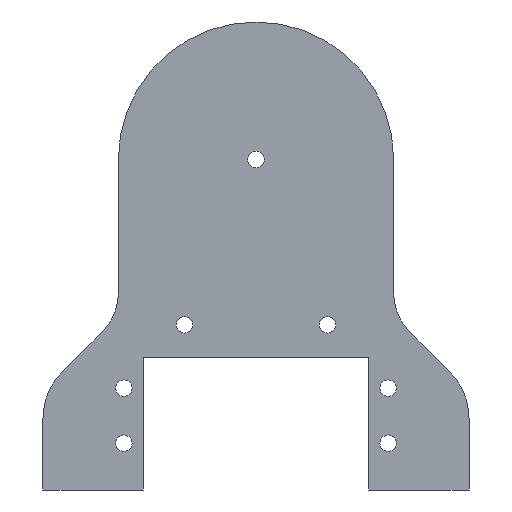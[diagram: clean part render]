
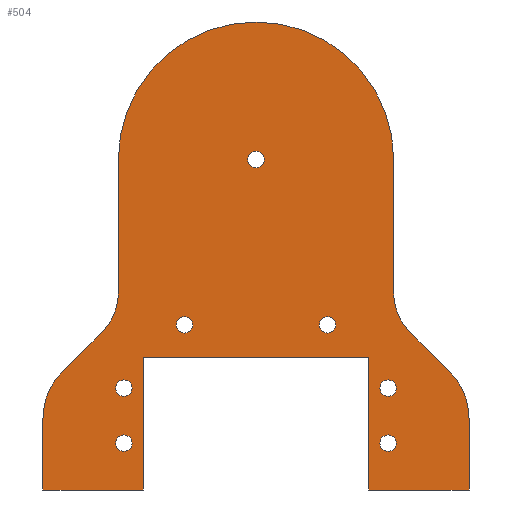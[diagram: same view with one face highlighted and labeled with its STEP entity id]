
A CAD part, left-side view. The second image highlights one B-rep face of the part: STEP entity #504.
In plain terms, the highlighted planar face has unit normal (-1, 0, 0).
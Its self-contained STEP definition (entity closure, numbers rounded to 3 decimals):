
#22=FACE_BOUND('',#94,.T.);
#23=FACE_BOUND('',#95,.T.);
#24=FACE_BOUND('',#96,.T.);
#25=FACE_BOUND('',#97,.T.);
#26=FACE_BOUND('',#98,.T.);
#27=FACE_BOUND('',#99,.T.);
#28=FACE_BOUND('',#100,.T.);
#38=PLANE('',#565);
#61=FACE_OUTER_BOUND('',#93,.T.);
#93=EDGE_LOOP('',(#430,#431,#432,#433,#434,#435,#436,#437,#438,#439,#440,
#441,#442,#443,#444,#445));
#94=EDGE_LOOP('',(#446));
#95=EDGE_LOOP('',(#447));
#96=EDGE_LOOP('',(#448));
#97=EDGE_LOOP('',(#449));
#98=EDGE_LOOP('',(#450));
#99=EDGE_LOOP('',(#451));
#100=EDGE_LOOP('',(#452));
#111=LINE('',#739,#156);
#114=LINE('',#751,#159);
#119=LINE('',#766,#164);
#125=LINE('',#778,#170);
#132=LINE('',#808,#177);
#133=LINE('',#811,#178);
#138=LINE('',#828,#183);
#144=LINE('',#841,#189);
#145=LINE('',#845,#190);
#146=LINE('',#847,#191);
#147=LINE('',#848,#192);
#156=VECTOR('',#594,10.);
#159=VECTOR('',#605,10.);
#164=VECTOR('',#618,10.);
#170=VECTOR('',#626,10.);
#177=VECTOR('',#659,10.);
#178=VECTOR('',#662,10.);
#183=VECTOR('',#681,10.);
#189=VECTOR('',#695,10.);
#190=VECTOR('',#700,10.);
#191=VECTOR('',#701,10.);
#192=VECTOR('',#702,10.);
#197=CIRCLE('',#526,1.5);
#199=CIRCLE('',#529,10.);
#200=CIRCLE('',#532,10.);
#203=CIRCLE('',#537,1.5);
#205=CIRCLE('',#542,1.5);
#207=CIRCLE('',#545,1.5);
#209=CIRCLE('',#548,1.5);
#211=CIRCLE('',#551,1.5);
#213=CIRCLE('',#556,12.);
#214=CIRCLE('',#558,12.);
#218=CIRCLE('',#566,25.);
#219=CIRCLE('',#567,1.5);
#221=VERTEX_POINT('',#722);
#224=VERTEX_POINT('',#729);
#225=VERTEX_POINT('',#731);
#227=VERTEX_POINT('',#737);
#228=VERTEX_POINT('',#741);
#229=VERTEX_POINT('',#742);
#232=VERTEX_POINT('',#750);
#235=VERTEX_POINT('',#758);
#237=VERTEX_POINT('',#763);
#238=VERTEX_POINT('',#765);
#240=VERTEX_POINT('',#771);
#243=VERTEX_POINT('',#776);
#245=VERTEX_POINT('',#782);
#247=VERTEX_POINT('',#788);
#249=VERTEX_POINT('',#794);
#251=VERTEX_POINT('',#800);
#253=VERTEX_POINT('',#806);
#254=VERTEX_POINT('',#810);
#257=VERTEX_POINT('',#818);
#258=VERTEX_POINT('',#822);
#263=VERTEX_POINT('',#844);
#264=VERTEX_POINT('',#846);
#265=VERTEX_POINT('',#849);
#268=EDGE_CURVE('',#221,#221,#197,.T.);
#271=EDGE_CURVE('',#224,#225,#199,.T.);
#275=EDGE_CURVE('',#224,#227,#111,.T.);
#276=EDGE_CURVE('',#228,#229,#200,.T.);
#280=EDGE_CURVE('',#232,#229,#114,.T.);
#285=EDGE_CURVE('',#235,#235,#203,.T.);
#287=EDGE_CURVE('',#237,#238,#119,.T.);
#293=EDGE_CURVE('',#243,#240,#125,.T.);
#296=EDGE_CURVE('',#245,#245,#205,.T.);
#299=EDGE_CURVE('',#247,#247,#207,.T.);
#302=EDGE_CURVE('',#249,#249,#209,.T.);
#305=EDGE_CURVE('',#251,#251,#211,.T.);
#308=EDGE_CURVE('',#253,#228,#132,.T.);
#309=EDGE_CURVE('',#225,#254,#133,.T.);
#314=EDGE_CURVE('',#227,#257,#213,.T.);
#315=EDGE_CURVE('',#258,#232,#214,.T.);
#318=EDGE_CURVE('',#258,#243,#138,.T.);
#326=EDGE_CURVE('',#257,#238,#144,.T.);
#327=EDGE_CURVE('',#254,#253,#218,.T.);
#328=EDGE_CURVE('',#263,#237,#145,.T.);
#329=EDGE_CURVE('',#263,#264,#146,.T.);
#330=EDGE_CURVE('',#264,#240,#147,.T.);
#331=EDGE_CURVE('',#265,#265,#219,.T.);
#430=ORIENTED_EDGE('',*,*,#308,.F.);
#431=ORIENTED_EDGE('',*,*,#327,.F.);
#432=ORIENTED_EDGE('',*,*,#309,.F.);
#433=ORIENTED_EDGE('',*,*,#271,.F.);
#434=ORIENTED_EDGE('',*,*,#275,.T.);
#435=ORIENTED_EDGE('',*,*,#314,.T.);
#436=ORIENTED_EDGE('',*,*,#326,.T.);
#437=ORIENTED_EDGE('',*,*,#287,.F.);
#438=ORIENTED_EDGE('',*,*,#328,.F.);
#439=ORIENTED_EDGE('',*,*,#329,.T.);
#440=ORIENTED_EDGE('',*,*,#330,.T.);
#441=ORIENTED_EDGE('',*,*,#293,.F.);
#442=ORIENTED_EDGE('',*,*,#318,.F.);
#443=ORIENTED_EDGE('',*,*,#315,.T.);
#444=ORIENTED_EDGE('',*,*,#280,.T.);
#445=ORIENTED_EDGE('',*,*,#276,.F.);
#446=ORIENTED_EDGE('',*,*,#268,.T.);
#447=ORIENTED_EDGE('',*,*,#285,.T.);
#448=ORIENTED_EDGE('',*,*,#296,.T.);
#449=ORIENTED_EDGE('',*,*,#299,.T.);
#450=ORIENTED_EDGE('',*,*,#302,.T.);
#451=ORIENTED_EDGE('',*,*,#305,.T.);
#452=ORIENTED_EDGE('',*,*,#331,.F.);
#504=ADVANCED_FACE('',(#61,#22,#23,#24,#25,#26,#27,#28),#38,.F.);
#526=AXIS2_PLACEMENT_3D('',#724,#580,#581);
#529=AXIS2_PLACEMENT_3D('',#732,#587,#588);
#532=AXIS2_PLACEMENT_3D('',#743,#597,#598);
#537=AXIS2_PLACEMENT_3D('',#760,#613,#614);
#542=AXIS2_PLACEMENT_3D('',#784,#632,#633);
#545=AXIS2_PLACEMENT_3D('',#790,#639,#640);
#548=AXIS2_PLACEMENT_3D('',#796,#646,#647);
#551=AXIS2_PLACEMENT_3D('',#802,#653,#654);
#556=AXIS2_PLACEMENT_3D('',#820,#670,#671);
#558=AXIS2_PLACEMENT_3D('',#823,#674,#675);
#565=AXIS2_PLACEMENT_3D('',#842,#696,#697);
#566=AXIS2_PLACEMENT_3D('',#843,#698,#699);
#567=AXIS2_PLACEMENT_3D('',#850,#703,#704);
#580=DIRECTION('center_axis',(1.,0.,0.));
#581=DIRECTION('ref_axis',(0.,1.,0.));
#587=DIRECTION('center_axis',(-1.,0.,0.));
#588=DIRECTION('ref_axis',(0.,-0.924,-0.383));
#594=DIRECTION('',(0.,0.707,-0.707));
#597=DIRECTION('center_axis',(-1.,0.,0.));
#598=DIRECTION('ref_axis',(0.,0.924,-0.383));
#605=DIRECTION('',(0.,0.707,0.707));
#613=DIRECTION('center_axis',(1.,0.,0.));
#614=DIRECTION('ref_axis',(0.,1.,0.));
#618=DIRECTION('',(0.,1.,0.));
#626=DIRECTION('',(0.,1.,0.));
#632=DIRECTION('center_axis',(1.,0.,0.));
#633=DIRECTION('ref_axis',(0.,1.,0.));
#639=DIRECTION('center_axis',(1.,0.,0.));
#640=DIRECTION('ref_axis',(0.,1.,0.));
#646=DIRECTION('center_axis',(1.,0.,0.));
#647=DIRECTION('ref_axis',(0.,1.,0.));
#653=DIRECTION('center_axis',(1.,0.,0.));
#654=DIRECTION('ref_axis',(0.,1.,0.));
#659=DIRECTION('',(0.,0.,-1.));
#662=DIRECTION('',(0.,0.,1.));
#670=DIRECTION('center_axis',(-1.,0.,0.));
#671=DIRECTION('ref_axis',(0.,1.,0.));
#674=DIRECTION('center_axis',(-1.,0.,0.));
#675=DIRECTION('ref_axis',(0.,0.,1.));
#681=DIRECTION('',(0.,0.,-1.));
#695=DIRECTION('',(0.,0.,-1.));
#696=DIRECTION('center_axis',(1.,0.,0.));
#697=DIRECTION('ref_axis',(0.,1.,0.));
#698=DIRECTION('center_axis',(1.,0.,0.));
#699=DIRECTION('ref_axis',(0.,1.,0.));
#700=DIRECTION('',(0.,0.,-1.));
#701=DIRECTION('',(0.,-1.,0.));
#702=DIRECTION('',(0.,0.,-1.));
#703=DIRECTION('center_axis',(-1.,0.,0.));
#704=DIRECTION('ref_axis',(0.,1.,0.));
#722=CARTESIAN_POINT('',(0.,-14.5,-30.));
#724=CARTESIAN_POINT('Origin',(0.,-13.,-30.));
#729=CARTESIAN_POINT('',(0.,27.929,-31.267));
#731=CARTESIAN_POINT('',(0.,25.,-24.196));
#732=CARTESIAN_POINT('Origin',(0.,35.,-24.196));
#737=CARTESIAN_POINT('',(0.,35.176,-38.515));
#739=CARTESIAN_POINT('',(0.,35.176,-38.515));
#741=CARTESIAN_POINT('',(0.,-25.,-24.196));
#742=CARTESIAN_POINT('',(0.,-27.929,-31.267));
#743=CARTESIAN_POINT('Origin',(0.,-35.,-24.196));
#750=CARTESIAN_POINT('',(0.,-35.176,-38.515));
#751=CARTESIAN_POINT('',(0.,-35.176,-38.515));
#758=CARTESIAN_POINT('',(0.,11.5,-30.));
#760=CARTESIAN_POINT('Origin',(0.,13.,-30.));
#763=CARTESIAN_POINT('',(0.,20.5,-60.));
#765=CARTESIAN_POINT('',(0.,38.691,-60.));
#766=CARTESIAN_POINT('',(0.,-12.5,-60.));
#771=CARTESIAN_POINT('',(0.,-20.5,-60.));
#776=CARTESIAN_POINT('',(0.,-38.691,-60.));
#778=CARTESIAN_POINT('',(0.,-35.,-60.));
#782=CARTESIAN_POINT('',(0.,22.5,-41.5));
#784=CARTESIAN_POINT('Origin',(0.,24.,-41.5));
#788=CARTESIAN_POINT('',(0.,-25.5,-41.5));
#790=CARTESIAN_POINT('Origin',(0.,-24.,-41.5));
#794=CARTESIAN_POINT('',(0.,22.5,-51.5));
#796=CARTESIAN_POINT('Origin',(0.,24.,-51.5));
#800=CARTESIAN_POINT('',(0.,-25.5,-51.5));
#802=CARTESIAN_POINT('Origin',(0.,-24.,-51.5));
#806=CARTESIAN_POINT('',(0.,-25.,0.));
#808=CARTESIAN_POINT('',(0.,-25.,0.));
#810=CARTESIAN_POINT('',(0.,25.,0.));
#811=CARTESIAN_POINT('',(0.,25.,-40.));
#818=CARTESIAN_POINT('',(0.,38.691,-47.));
#820=CARTESIAN_POINT('Origin',(0.,26.691,-47.));
#822=CARTESIAN_POINT('',(0.,-38.691,-47.));
#823=CARTESIAN_POINT('Origin',(0.,-26.691,-47.));
#828=CARTESIAN_POINT('',(0.,-38.691,-57.));
#841=CARTESIAN_POINT('',(0.,38.691,-57.));
#842=CARTESIAN_POINT('Origin',(0.,0.,-7.5));
#843=CARTESIAN_POINT('Origin',(0.,0.,0.));
#844=CARTESIAN_POINT('',(0.,20.5,-36.));
#845=CARTESIAN_POINT('',(0.,20.5,-57.));
#846=CARTESIAN_POINT('',(0.,-20.5,-36.));
#847=CARTESIAN_POINT('',(0.,-10.25,-36.));
#848=CARTESIAN_POINT('',(0.,-20.5,-57.));
#849=CARTESIAN_POINT('',(0.,-1.5,0.));
#850=CARTESIAN_POINT('Origin',(0.,0.,0.));
